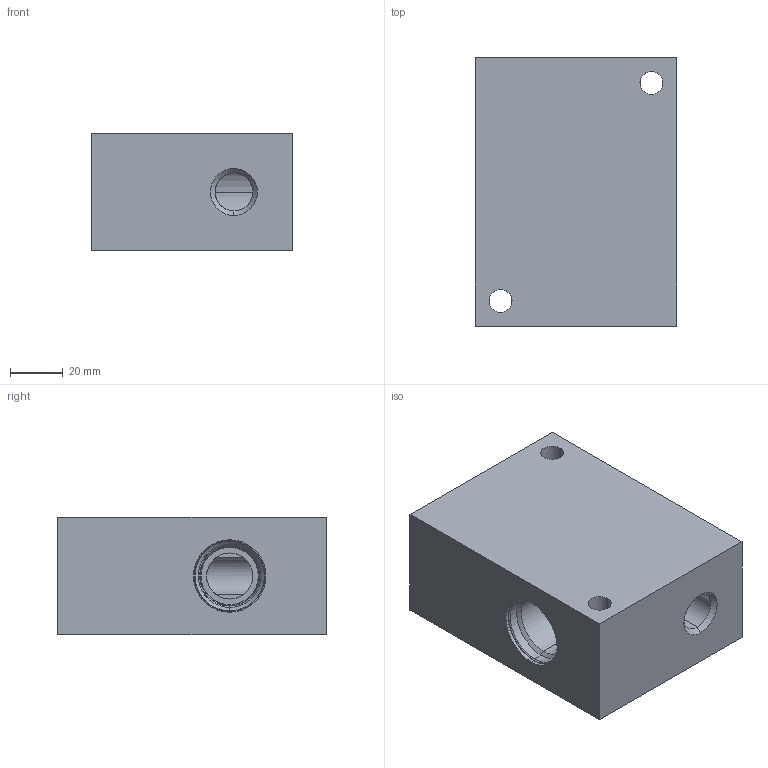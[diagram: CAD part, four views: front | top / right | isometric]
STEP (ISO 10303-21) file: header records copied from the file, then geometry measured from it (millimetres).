
FILE_DESCRIPTION((''),'2;1');
FILE_NAME('DNB_ASM','2022-08-18T',('ProEService'),(''),'PRO/ENGINEER BY PARAMETRIC TECHNOLOGY CORPORATION, 2014200','PRO/ENGINEER BY PARAMETRIC TECHNOLOGY CORPORATION, 2014200','');
FILE_SCHEMA(('CONFIG_CONTROL_DESIGN'));
Length unit declared in the file: inch
Products named in the file (3): 151-669-001; CXFAXCN; DNB_ASM
Assembly tree (2 placements, depth 2):
  DNB_ASM
    151-669-001
    CXFAXCN
Bounding box: 76.2 x 101.6 x 44.45 mm (x, y, z)
Volume: 280258.4 mm3; surface area: 43604.4 mm2
Topology: 1 solids, 1 shells, 66 faces, 164 edges, 124 vertices
Faces by surface type: cylinder 28, cone 20, plane 14, torus 4
Entity records: 2489 total; most frequent: CARTESIAN_POINT 786, DIRECTION 374, ORIENTED_EDGE 304, EDGE_CURVE 152, AXIS2_PLACEMENT_3D 148, VERTEX_POINT 90, EDGE_LOOP 80, VECTOR 78
